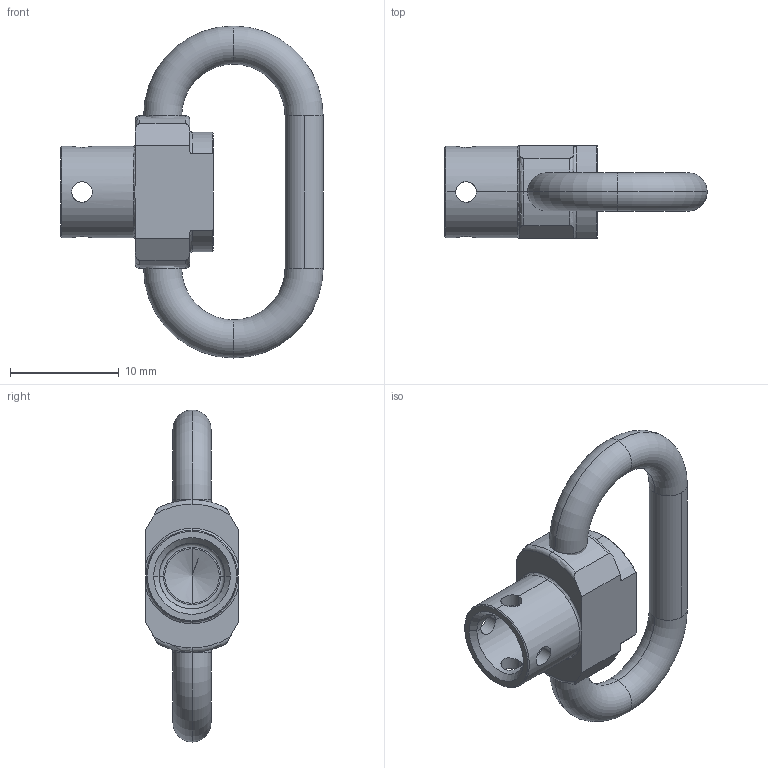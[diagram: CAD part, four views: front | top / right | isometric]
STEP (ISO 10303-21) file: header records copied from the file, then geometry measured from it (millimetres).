
FILE_DESCRIPTION(('STEP AP214'),'1');
FILE_NAME('HALDERN_EH_22330_1405.stp','2020-11-13T10:46:32',('TraceParts'),('TraceParts S.A.'),'Spatial InterOp 3D',' ',' ');
FILE_SCHEMA(('AUTOMOTIVE_DESIGN { 1 0 10303 214 1 1 1 1 }'));
Length unit declared in the file: millimetre
Products named in the file (1): HALDERN_EH_22330_1405_1
Bounding box: 24.1 x 8.5 x 30.5 mm (x, y, z)
Volume: 1362.9 mm3; surface area: 1551.6 mm2
Topology: 2 solids, 2 shells, 77 faces, 202 edges, 125 vertices
Faces by surface type: cylinder 28, torus 24, plane 15, cone 10
Entity records: 3514 total; most frequent: CARTESIAN_POINT 968, DIRECTION 408, ORIENTED_EDGE 400, EDGE_CURVE 200, AXIS2_PLACEMENT_3D 171, VERTEX_POINT 125, CIRCLE 92, EDGE_LOOP 83
